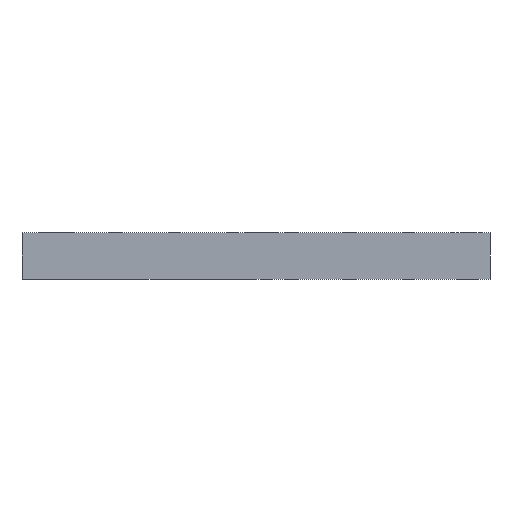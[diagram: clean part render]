
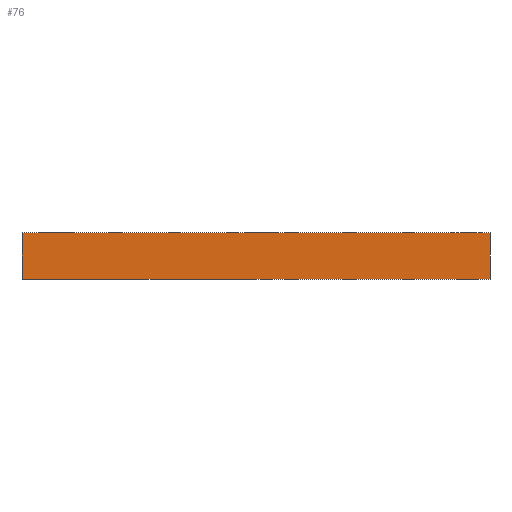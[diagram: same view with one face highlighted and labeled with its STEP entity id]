
A CAD part, left-side view. The second image highlights one B-rep face of the part: STEP entity #76.
In plain terms, the highlighted planar face has unit normal (-1, 0, 0).
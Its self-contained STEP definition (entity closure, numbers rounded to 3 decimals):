
#76 = ADVANCED_FACE( '', ( #226 ), #227, .F. );
#226 = FACE_OUTER_BOUND( '', #602, .T. );
#227 = PLANE( '', #603 );
#602 = EDGE_LOOP( '', ( #983, #984, #985, #986 ) );
#603 = AXIS2_PLACEMENT_3D( '', #987, #988, #989 );
#983 = ORIENTED_EDGE( '', *, *, #1542, .T. );
#984 = ORIENTED_EDGE( '', *, *, #1543, .F. );
#985 = ORIENTED_EDGE( '', *, *, #1509, .F. );
#986 = ORIENTED_EDGE( '', *, *, #1544, .T. );
#987 = CARTESIAN_POINT( '', ( -200., 200., 40. ) );
#988 = DIRECTION( '', ( 1., 0., 0. ) );
#989 = DIRECTION( '', ( 0., 1., 0. ) );
#1509 = EDGE_CURVE( '', #1700, #1701, #1702, .T. );
#1542 = EDGE_CURVE( '', #1766, #1767, #1768, .T. );
#1543 = EDGE_CURVE( '', #1701, #1767, #1769, .T. );
#1544 = EDGE_CURVE( '', #1700, #1766, #1770, .T. );
#1700 = VERTEX_POINT( '', #2004 );
#1701 = VERTEX_POINT( '', #2005 );
#1702 = LINE( '', #2006, #2007 );
#1766 = VERTEX_POINT( '', #2074 );
#1767 = VERTEX_POINT( '', #2075 );
#1768 = LINE( '', #2076, #2077 );
#1769 = LINE( '', #2078, #2079 );
#1770 = LINE( '', #2080, #2081 );
#2004 = CARTESIAN_POINT( '', ( -200., 200., 40. ) );
#2005 = CARTESIAN_POINT( '', ( -200., -200., 40. ) );
#2006 = CARTESIAN_POINT( '', ( -200., 200., 40. ) );
#2007 = VECTOR( '', #2355, 1000. );
#2074 = CARTESIAN_POINT( '', ( -200., 200., 0. ) );
#2075 = CARTESIAN_POINT( '', ( -200., -200., 0. ) );
#2076 = CARTESIAN_POINT( '', ( -200., 200., 0. ) );
#2077 = VECTOR( '', #2446, 1000. );
#2078 = CARTESIAN_POINT( '', ( -200., -200., 40. ) );
#2079 = VECTOR( '', #2447, 1000. );
#2080 = CARTESIAN_POINT( '', ( -200., 200., 40. ) );
#2081 = VECTOR( '', #2448, 1000. );
#2355 = DIRECTION( '', ( 0., -1., 0. ) );
#2446 = DIRECTION( '', ( 0., -1., 0. ) );
#2447 = DIRECTION( '', ( 0., 0., -1. ) );
#2448 = DIRECTION( '', ( 0., 0., -1. ) );
